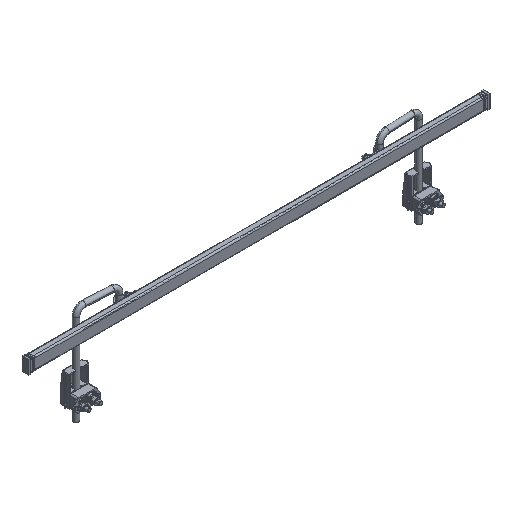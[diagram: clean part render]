
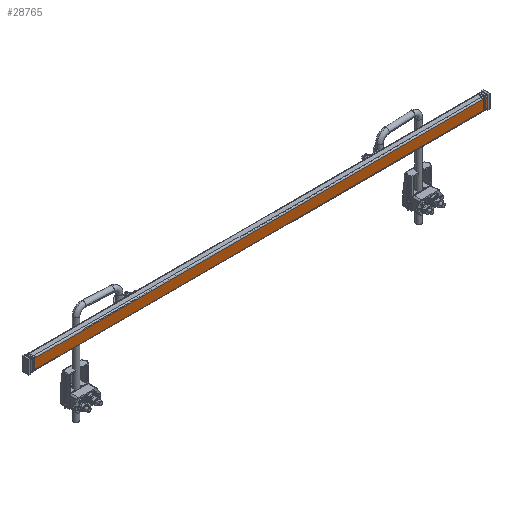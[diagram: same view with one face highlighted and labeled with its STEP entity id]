
A CAD part, isometric view. The second image highlights one B-rep face of the part: STEP entity #28765.
In plain terms, the highlighted planar face has unit normal (0, -1, 0).
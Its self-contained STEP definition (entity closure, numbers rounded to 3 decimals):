
#1918 = ORIENTED_EDGE ( 'NONE', *, *, #12242, .F. ) ;
#2011 = CARTESIAN_POINT ( 'NONE',  ( -204.872, 550.583, 798.209 ) ) ;
#3700 = VERTEX_POINT ( 'NONE', #12053 ) ;
#3769 = DIRECTION ( 'NONE',  ( -1., 0., 0. ) ) ;
#3951 = EDGE_CURVE ( 'NONE', #39043, #49197, #33252, .T. ) ;
#9529 = ORIENTED_EDGE ( 'NONE', *, *, #21980, .F. ) ;
#10088 = LINE ( 'NONE', #2011, #19382 ) ;
#11035 = AXIS2_PLACEMENT_3D ( 'NONE', #40036, #31867, #31306 ) ;
#12053 = CARTESIAN_POINT ( 'NONE',  ( 795.128, 550.583, 795.172 ) ) ;
#12242 = EDGE_CURVE ( 'NONE', #3700, #49197, #47131, .T. ) ;
#13583 = FACE_OUTER_BOUND ( 'NONE', #41972, .T. ) ;
#13857 = VECTOR ( 'NONE', #30250, 1000. ) ;
#14746 = EDGE_CURVE ( 'NONE', #3700, #57248, #25438, .T. ) ;
#18499 = PLANE ( 'NONE',  #11035 ) ;
#19382 = VECTOR ( 'NONE', #23707, 1000. ) ;
#21980 = EDGE_CURVE ( 'NONE', #39043, #57248, #10088, .T. ) ;
#23707 = DIRECTION ( 'NONE',  ( 0., 0., 1. ) ) ;
#25291 = CARTESIAN_POINT ( 'NONE',  ( 795.128, 550.583, 798.209 ) ) ;
#25438 = LINE ( 'NONE', #56554, #52506 ) ;
#27032 = CARTESIAN_POINT ( 'NONE',  ( -204.872, 550.583, 795.172 ) ) ;
#28765 = ADVANCED_FACE ( 'NONE', ( #13583 ), #18499, .T. ) ;
#30250 = DIRECTION ( 'NONE',  ( 0., 0., -1. ) ) ;
#31306 = DIRECTION ( 'NONE',  ( 0., 0., -1. ) ) ;
#31867 = DIRECTION ( 'NONE',  ( 0., -1., 0. ) ) ;
#33252 = LINE ( 'NONE', #36470, #33826 ) ;
#33826 = VECTOR ( 'NONE', #50990, 1000. ) ;
#36470 = CARTESIAN_POINT ( 'NONE',  ( -204.872, 550.583, 773.246 ) ) ;
#39043 = VERTEX_POINT ( 'NONE', #39328 ) ;
#39328 = CARTESIAN_POINT ( 'NONE',  ( -204.872, 550.583, 773.246 ) ) ;
#40036 = CARTESIAN_POINT ( 'NONE',  ( 295.128, 550.583, 784.209 ) ) ;
#41597 = ORIENTED_EDGE ( 'NONE', *, *, #14746, .T. ) ;
#41972 = EDGE_LOOP ( 'NONE', ( #9529, #55777, #1918, #41597 ) ) ;
#45810 = CARTESIAN_POINT ( 'NONE',  ( 795.128, 550.583, 773.246 ) ) ;
#47131 = LINE ( 'NONE', #25291, #13857 ) ;
#49197 = VERTEX_POINT ( 'NONE', #45810 ) ;
#50990 = DIRECTION ( 'NONE',  ( 1., 0., 0. ) ) ;
#52506 = VECTOR ( 'NONE', #3769, 1000. ) ;
#55777 = ORIENTED_EDGE ( 'NONE', *, *, #3951, .T. ) ;
#56554 = CARTESIAN_POINT ( 'NONE',  ( 795.128, 550.583, 795.172 ) ) ;
#57248 = VERTEX_POINT ( 'NONE', #27032 ) ;
